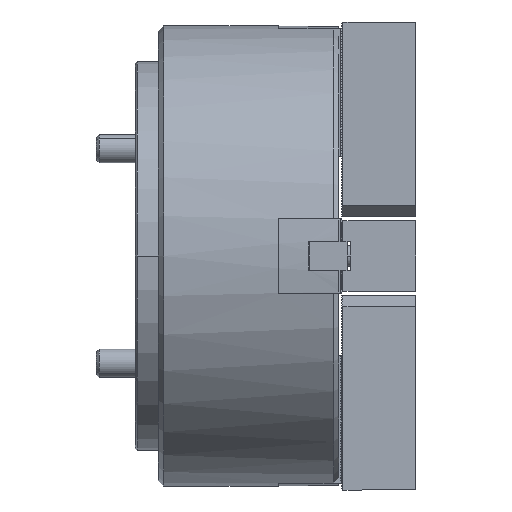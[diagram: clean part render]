
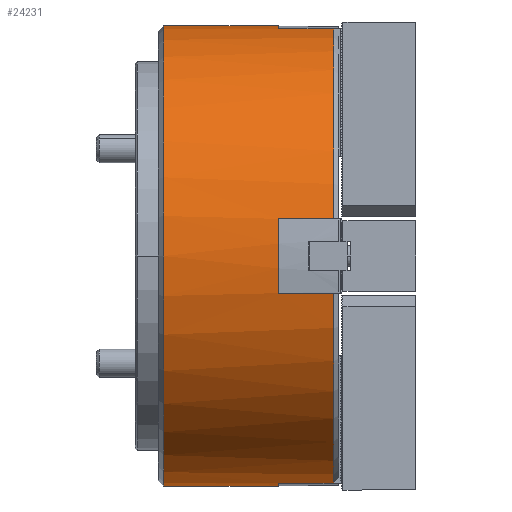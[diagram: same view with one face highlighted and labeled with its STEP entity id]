
A CAD part, front view. The second image highlights one B-rep face of the part: STEP entity #24231.
In plain terms, the highlighted cylindrical face has radius 130 mm (diameter 260 mm), a partial arc.
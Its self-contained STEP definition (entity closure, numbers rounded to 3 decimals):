
#109 = DIRECTION ( 'NONE',  ( -1., 0., 0. ) ) ;
#149 = VERTEX_POINT ( 'NONE', #48782 ) ;
#220 = AXIS2_PLACEMENT_3D ( 'NONE', #14922, #42914, #18973 ) ;
#681 = DIRECTION ( 'NONE',  ( 1., 0., 0. ) ) ;
#992 = CARTESIAN_POINT ( 'NONE',  ( 67.7, 0., 0. ) ) ;
#1602 = AXIS2_PLACEMENT_3D ( 'NONE', #36365, #12421, #40426 ) ;
#1667 = VERTEX_POINT ( 'NONE', #15655 ) ;
#1739 = ORIENTED_EDGE ( 'NONE', *, *, #5080, .T. ) ;
#2347 = ORIENTED_EDGE ( 'NONE', *, *, #37392, .T. ) ;
#2579 = AXIS2_PLACEMENT_3D ( 'NONE', #9209, #5178, #33146 ) ;
#2847 = CARTESIAN_POINT ( 'NONE',  ( 329.829, -128.293, 21. ) ) ;
#3443 = EDGE_CURVE ( 'NONE', #8741, #47611, #22486, .T. ) ;
#3478 = ORIENTED_EDGE ( 'NONE', *, *, #13009, .T. ) ;
#4988 = DIRECTION ( 'NONE',  ( 0., 0., -1. ) ) ;
#5080 = EDGE_CURVE ( 'NONE', #8741, #41756, #36988, .T. ) ;
#5178 = DIRECTION ( 'NONE',  ( 1., 0., 0. ) ) ;
#5885 = CIRCLE ( 'NONE', #12434, 130. ) ;
#6129 = CARTESIAN_POINT ( 'NONE',  ( 67.7, 0., 0. ) ) ;
#6844 = DIRECTION ( 'NONE',  ( 1., 0., 0. ) ) ;
#7013 = AXIS2_PLACEMENT_3D ( 'NONE', #32289, #8334, #36289 ) ;
#8334 = DIRECTION ( 'NONE',  ( -1., 0., 0. ) ) ;
#8741 = VERTEX_POINT ( 'NONE', #24374 ) ;
#8836 = EDGE_CURVE ( 'NONE', #9003, #43656, #45433, .T. ) ;
#9003 = VERTEX_POINT ( 'NONE', #22242 ) ;
#9209 = CARTESIAN_POINT ( 'NONE',  ( 329.829, 0., 0. ) ) ;
#9247 = EDGE_CURVE ( 'NONE', #18143, #149, #30392, .T. ) ;
#9972 = VECTOR ( 'NONE', #681, 1000. ) ;
#10136 = DIRECTION ( 'NONE',  ( 0., 0., -1. ) ) ;
#11235 = LINE ( 'NONE', #48716, #9972 ) ;
#12421 = DIRECTION ( 'NONE',  ( -1., 0., 0. ) ) ;
#12434 = AXIS2_PLACEMENT_3D ( 'NONE', #992, #28996, #4988 ) ;
#13009 = EDGE_CURVE ( 'NONE', #26721, #47611, #21442, .T. ) ;
#13107 = CARTESIAN_POINT ( 'NONE',  ( 67.7, 0., 0. ) ) ;
#13903 = ORIENTED_EDGE ( 'NONE', *, *, #9247, .T. ) ;
#14085 = ORIENTED_EDGE ( 'NONE', *, *, #8836, .T. ) ;
#14442 = CARTESIAN_POINT ( 'NONE',  ( 329.829, -128.293, -21. ) ) ;
#14922 = CARTESIAN_POINT ( 'NONE',  ( 3., 0., 0. ) ) ;
#14969 = FACE_OUTER_BOUND ( 'NONE', #43418, .T. ) ;
#15308 = LINE ( 'NONE', #14442, #44709 ) ;
#15563 = VECTOR ( 'NONE', #43985, 1000. ) ;
#15655 = CARTESIAN_POINT ( 'NONE',  ( 67.7, 0., -130. ) ) ;
#15981 = VECTOR ( 'NONE', #31955, 1000. ) ;
#16295 = CARTESIAN_POINT ( 'NONE',  ( 99., -128.293, -21. ) ) ;
#17168 = DIRECTION ( 'NONE',  ( 0., 0., -1. ) ) ;
#18143 = VERTEX_POINT ( 'NONE', #33766 ) ;
#18973 = DIRECTION ( 'NONE',  ( 0., 0., 1. ) ) ;
#19179 = AXIS2_PLACEMENT_3D ( 'NONE', #6129, #34092, #10136 ) ;
#20065 = CARTESIAN_POINT ( 'NONE',  ( 329.829, 0., 130. ) ) ;
#20149 = VERTEX_POINT ( 'NONE', #20819 ) ;
#20534 = CARTESIAN_POINT ( 'NONE',  ( 67.7, -21., 128.293 ) ) ;
#20819 = CARTESIAN_POINT ( 'NONE',  ( 99., -128.293, 21. ) ) ;
#20855 = EDGE_CURVE ( 'NONE', #32502, #26721, #30271, .T. ) ;
#21442 = CIRCLE ( 'NONE', #19179, 130. ) ;
#21780 = CIRCLE ( 'NONE', #7013, 130. ) ;
#22242 = CARTESIAN_POINT ( 'NONE',  ( 67.7, -128.293, -21. ) ) ;
#22486 = LINE ( 'NONE', #20065, #15563 ) ;
#23693 = CYLINDRICAL_SURFACE ( 'NONE', #2579, 130. ) ;
#24231 = ADVANCED_FACE ( 'NONE', ( #14969 ), #23693, .T. ) ;
#24374 = CARTESIAN_POINT ( 'NONE',  ( 3., 0., 130. ) ) ;
#26721 = VERTEX_POINT ( 'NONE', #20534 ) ;
#28063 = CARTESIAN_POINT ( 'NONE',  ( 67.7, 0., 130. ) ) ;
#28107 = CARTESIAN_POINT ( 'NONE',  ( 329.829, -21., 128.293 ) ) ;
#28996 = DIRECTION ( 'NONE',  ( -1., 0., 0. ) ) ;
#29058 = VECTOR ( 'NONE', #109, 1000. ) ;
#29512 = LINE ( 'NONE', #2847, #49469 ) ;
#29894 = EDGE_CURVE ( 'NONE', #41756, #1667, #11235, .T. ) ;
#30271 = LINE ( 'NONE', #28107, #29058 ) ;
#30392 = LINE ( 'NONE', #40029, #15981 ) ;
#31955 = DIRECTION ( 'NONE',  ( 1., 0., 0. ) ) ;
#32289 = CARTESIAN_POINT ( 'NONE',  ( 99., 0., 0. ) ) ;
#32502 = VERTEX_POINT ( 'NONE', #41082 ) ;
#32721 = EDGE_CURVE ( 'NONE', #39051, #9003, #15308, .T. ) ;
#33115 = EDGE_CURVE ( 'NONE', #1667, #18143, #5885, .T. ) ;
#33146 = DIRECTION ( 'NONE',  ( 0., 0., -1. ) ) ;
#33766 = CARTESIAN_POINT ( 'NONE',  ( 67.7, -21., -128.293 ) ) ;
#34092 = DIRECTION ( 'NONE',  ( -1., 0., 0. ) ) ;
#35215 = CARTESIAN_POINT ( 'NONE',  ( 67.7, -128.293, 21. ) ) ;
#36289 = DIRECTION ( 'NONE',  ( 0., 0., -1. ) ) ;
#36365 = CARTESIAN_POINT ( 'NONE',  ( 99., 0., 0. ) ) ;
#36988 = CIRCLE ( 'NONE', #220, 130. ) ;
#37087 = ORIENTED_EDGE ( 'NONE', *, *, #32721, .T. ) ;
#37392 = EDGE_CURVE ( 'NONE', #20149, #32502, #49794, .T. ) ;
#38440 = DIRECTION ( 'NONE',  ( -1., 0., 0. ) ) ;
#39051 = VERTEX_POINT ( 'NONE', #16295 ) ;
#39264 = ORIENTED_EDGE ( 'NONE', *, *, #44184, .T. ) ;
#39598 = AXIS2_PLACEMENT_3D ( 'NONE', #13107, #41118, #17168 ) ;
#40029 = CARTESIAN_POINT ( 'NONE',  ( 329.829, -21., -128.293 ) ) ;
#40426 = DIRECTION ( 'NONE',  ( 0., 0., -1. ) ) ;
#41082 = CARTESIAN_POINT ( 'NONE',  ( 99., -21., 128.293 ) ) ;
#41118 = DIRECTION ( 'NONE',  ( -1., 0., 0. ) ) ;
#41756 = VERTEX_POINT ( 'NONE', #42539 ) ;
#42539 = CARTESIAN_POINT ( 'NONE',  ( 3., 0., -130. ) ) ;
#42914 = DIRECTION ( 'NONE',  ( 1., 0., 0. ) ) ;
#42918 = ORIENTED_EDGE ( 'NONE', *, *, #29894, .T. ) ;
#43223 = EDGE_CURVE ( 'NONE', #149, #39051, #21780, .T. ) ;
#43418 = EDGE_LOOP ( 'NONE', ( #46954, #1739, #42918, #49067, #13903, #46517, #37087, #14085, #39264, #2347, #45804, #3478 ) ) ;
#43656 = VERTEX_POINT ( 'NONE', #35215 ) ;
#43985 = DIRECTION ( 'NONE',  ( 1., 0., 0. ) ) ;
#44184 = EDGE_CURVE ( 'NONE', #43656, #20149, #29512, .T. ) ;
#44709 = VECTOR ( 'NONE', #38440, 1000. ) ;
#45433 = CIRCLE ( 'NONE', #39598, 130. ) ;
#45804 = ORIENTED_EDGE ( 'NONE', *, *, #20855, .T. ) ;
#46517 = ORIENTED_EDGE ( 'NONE', *, *, #43223, .T. ) ;
#46954 = ORIENTED_EDGE ( 'NONE', *, *, #3443, .F. ) ;
#47611 = VERTEX_POINT ( 'NONE', #28063 ) ;
#48716 = CARTESIAN_POINT ( 'NONE',  ( 329.829, 0., -130. ) ) ;
#48782 = CARTESIAN_POINT ( 'NONE',  ( 99., -21., -128.293 ) ) ;
#49067 = ORIENTED_EDGE ( 'NONE', *, *, #33115, .T. ) ;
#49469 = VECTOR ( 'NONE', #6844, 1000. ) ;
#49794 = CIRCLE ( 'NONE', #1602, 130. ) ;
